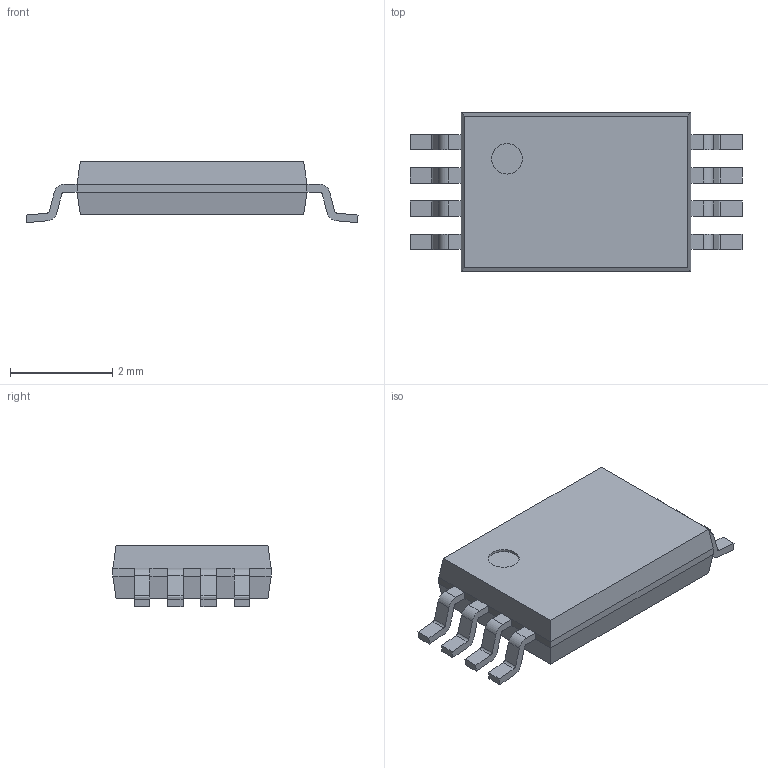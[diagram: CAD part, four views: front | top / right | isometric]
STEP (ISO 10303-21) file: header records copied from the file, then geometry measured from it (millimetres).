
FILE_DESCRIPTION(('FreeCAD Model'),'2;1');
FILE_NAME('User Library-TSSOP.step', '2017-02-08T11:08:04',('kicad StepUp'),('ksu MCAD'), 'Open CASCADE STEP processor 6.8','FreeCAD','Unknown');
FILE_SCHEMA(('AUTOMOTIVE_DESIGN_CC2 { 1 2 10303 214 -1 1 5 4 }'));
Length unit declared in the file: millimetre
Products named in the file (1): User_Library-TSSOP
Bounding box: 6.5 x 3.1 x 1.2 mm (x, y, z)
Volume: 14.7 mm3; surface area: 51.8 mm2
Topology: 1 solids, 1 shells, 129 faces, 338 edges, 212 vertices
Faces by surface type: plane 95, cylinder 34
Entity records: 4817 total; most frequent: CARTESIAN_POINT 680, ORIENTED_EDGE 676, DIRECTION 666, EDGE_CURVE 338, LINE 270, VECTOR 270, VERTEX_POINT 212, AXIS2_PLACEMENT_3D 198
